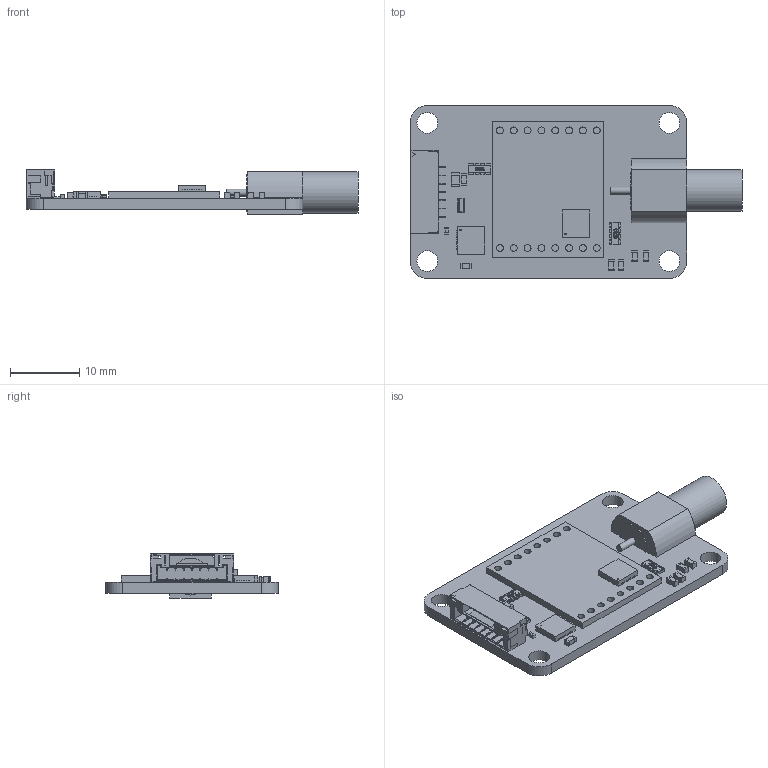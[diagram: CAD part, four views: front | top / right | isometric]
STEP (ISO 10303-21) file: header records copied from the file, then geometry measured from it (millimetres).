
FILE_DESCRIPTION(('FreeCAD Model'),'2;1');
FILE_NAME( 'remote.step', '2018-02-01T16:30:57',('kicad StepUp'),('ksu MCAD'), 'Open CASCADE STEP processor 6.8','FreeCAD','Unknown');
FILE_SCHEMA(('AUTOMOTIVE_DESIGN_CC2 { 1 2 10303 214 -1 1 5 4 }'));
Length unit declared in the file: millimetre
Products named in the file (16): Pcb; C_0402_; C_0603_; C_0603_001; C_0603_002; C_0603_003; C_0603_004; BrickletConn_7pin_; Cut_; R_4x0603_; QFN-24_4x4mm_Pitch0.5mm_; C_0603_005; R_4x0603_001; C_0805_; RFM69HW002_; FT-004B_
Bounding box: 48 x 25 x 6.37 mm (x, y, z)
Volume: 2499.2 mm3; surface area: 3986 mm2
Topology: 23 solids, 23 shells, 1889 faces, 5344 edges, 3516 vertices
Faces by surface type: plane 1423, bspline 276, cylinder 190
Full cylindrical faces by diameter (mm): 1 x17, 3 x4, 5.342 x1, 5.994 x1
Entity records: 74063 total; most frequent: CARTESIAN_POINT 13234, ORIENTED_EDGE 10688, DIRECTION 8400, EDGE_CURVE 5344, LINE 4412, VECTOR 4412, VERTEX_POINT 3516, FACE_BOUND 2002
